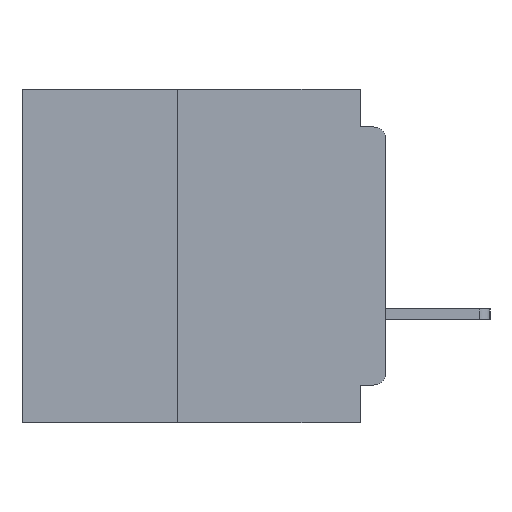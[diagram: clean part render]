
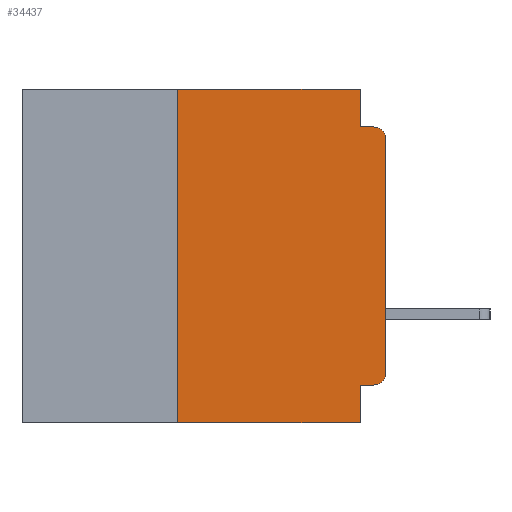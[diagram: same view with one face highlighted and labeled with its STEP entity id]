
A CAD part, left-side view. The second image highlights one B-rep face of the part: STEP entity #34437.
In plain terms, the highlighted planar face has unit normal (-1, 0, 0).
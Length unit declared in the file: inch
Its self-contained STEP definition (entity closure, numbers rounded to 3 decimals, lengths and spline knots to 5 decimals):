
#145 = VECTOR ( 'NONE', #5848, 39.37008 ) ;
#181 = ORIENTED_EDGE ( 'NONE', *, *, #17737, .T. ) ;
#230 = ORIENTED_EDGE ( 'NONE', *, *, #13243, .F. ) ;
#232 = VECTOR ( 'NONE', #33004, 39.37008 ) ;
#886 = CARTESIAN_POINT ( 'NONE',  ( 0., 0.25, -0.4 ) ) ;
#893 = CARTESIAN_POINT ( 'NONE',  ( 0., 0.25, -0.4 ) ) ;
#1020 = CARTESIAN_POINT ( 'NONE',  ( 0., 0.031, -0.045 ) ) ;
#1411 = ORIENTED_EDGE ( 'NONE', *, *, #10712, .T. ) ;
#1927 = DIRECTION ( 'NONE',  ( 0., 0., -1. ) ) ;
#3047 = EDGE_CURVE ( 'NONE', #35907, #42096, #33676, .T. ) ;
#3112 = LINE ( 'NONE', #886, #32186 ) ;
#4537 = AXIS2_PLACEMENT_3D ( 'NONE', #42289, #19872, #46053 ) ;
#4646 = VERTEX_POINT ( 'NONE', #42075 ) ;
#4680 = VECTOR ( 'NONE', #30796, 39.37008 ) ;
#4711 = DIRECTION ( 'NONE',  ( 0., 0., 1. ) ) ;
#5026 = ORIENTED_EDGE ( 'NONE', *, *, #3047, .F. ) ;
#5848 = DIRECTION ( 'NONE',  ( 0., -1., 0. ) ) ;
#6273 = ORIENTED_EDGE ( 'NONE', *, *, #16147, .F. ) ;
#7471 = CARTESIAN_POINT ( 'NONE',  ( 0., 0.25, 0. ) ) ;
#7812 = VERTEX_POINT ( 'NONE', #32679 ) ;
#8515 = EDGE_CURVE ( 'NONE', #7812, #38215, #18369, .T. ) ;
#8834 = VERTEX_POINT ( 'NONE', #893 ) ;
#9316 = ORIENTED_EDGE ( 'NONE', *, *, #23417, .F. ) ;
#9917 = VERTEX_POINT ( 'NONE', #7471 ) ;
#10359 = LINE ( 'NONE', #47609, #232 ) ;
#10712 = EDGE_CURVE ( 'NONE', #8834, #42096, #20039, .T. ) ;
#11472 = CARTESIAN_POINT ( 'NONE',  ( 0., 0.031, 0. ) ) ;
#12844 = CARTESIAN_POINT ( 'NONE',  ( 0., 0., -0.355 ) ) ;
#13243 = EDGE_CURVE ( 'NONE', #8834, #9917, #3112, .T. ) ;
#14027 = ORIENTED_EDGE ( 'NONE', *, *, #33236, .F. ) ;
#14241 = ORIENTED_EDGE ( 'NONE', *, *, #42222, .T. ) ;
#16147 = EDGE_CURVE ( 'NONE', #4646, #35907, #29223, .T. ) ;
#17304 = VERTEX_POINT ( 'NONE', #20556 ) ;
#17671 = ORIENTED_EDGE ( 'NONE', *, *, #41311, .F. ) ;
#17737 = EDGE_CURVE ( 'NONE', #17304, #7812, #44734, .T. ) ;
#18369 = CIRCLE ( 'NONE', #19728, 0.015 ) ;
#19728 = AXIS2_PLACEMENT_3D ( 'NONE', #21856, #48006, #25678 ) ;
#19872 = DIRECTION ( 'NONE',  ( -1., 0., 0. ) ) ;
#20039 = LINE ( 'NONE', #46971, #39978 ) ;
#20556 = CARTESIAN_POINT ( 'NONE',  ( 0., 0., -0.34 ) ) ;
#20871 = CARTESIAN_POINT ( 'NONE',  ( 0., 0.437, 0. ) ) ;
#20903 = CARTESIAN_POINT ( 'NONE',  ( 0., 0.015, -0.045 ) ) ;
#21623 = CARTESIAN_POINT ( 'NONE',  ( 0., 0.031, -0.355 ) ) ;
#21856 = CARTESIAN_POINT ( 'NONE',  ( 0., 0.015, -0.06 ) ) ;
#22388 = ORIENTED_EDGE ( 'NONE', *, *, #8515, .T. ) ;
#22939 = VERTEX_POINT ( 'NONE', #1020 ) ;
#23061 = CARTESIAN_POINT ( 'NONE',  ( 0., 0.031, 0. ) ) ;
#23417 = EDGE_CURVE ( 'NONE', #25943, #22939, #30264, .T. ) ;
#24627 = DIRECTION ( 'NONE',  ( 0., -1., 0. ) ) ;
#24677 = DIRECTION ( 'NONE',  ( 1., 0., 0. ) ) ;
#24817 = EDGE_LOOP ( 'NONE', ( #181, #22388, #17671, #9316, #14027, #230, #1411, #5026, #6273, #14241 ) ) ;
#25678 = DIRECTION ( 'NONE',  ( 0., 0., -1. ) ) ;
#25943 = VERTEX_POINT ( 'NONE', #23061 ) ;
#27001 = CARTESIAN_POINT ( 'NONE',  ( 0., 0., 0. ) ) ;
#27546 = CIRCLE ( 'NONE', #4537, 0.015 ) ;
#28621 = CARTESIAN_POINT ( 'NONE',  ( 0., 0.437, 0. ) ) ;
#29223 = LINE ( 'NONE', #12844, #30407 ) ;
#29272 = LINE ( 'NONE', #28621, #145 ) ;
#30264 = LINE ( 'NONE', #11472, #48868 ) ;
#30407 = VECTOR ( 'NONE', #39179, 39.37008 ) ;
#30796 = DIRECTION ( 'NONE',  ( 0., 0., 1. ) ) ;
#31346 = VECTOR ( 'NONE', #32481, 39.37008 ) ;
#32186 = VECTOR ( 'NONE', #4711, 39.37008 ) ;
#32481 = DIRECTION ( 'NONE',  ( 0., 0., -1. ) ) ;
#32679 = CARTESIAN_POINT ( 'NONE',  ( 0., 0., -0.06 ) ) ;
#33004 = DIRECTION ( 'NONE',  ( 0., -1., 0. ) ) ;
#33236 = EDGE_CURVE ( 'NONE', #9917, #25943, #29272, .T. ) ;
#33676 = LINE ( 'NONE', #35414, #31346 ) ;
#34437 = ADVANCED_FACE ( 'NONE', ( #41325 ), #43269, .F. ) ;
#35414 = CARTESIAN_POINT ( 'NONE',  ( 0., 0.031, -0.4 ) ) ;
#35907 = VERTEX_POINT ( 'NONE', #21623 ) ;
#36248 = AXIS2_PLACEMENT_3D ( 'NONE', #20871, #24677, #1927 ) ;
#38215 = VERTEX_POINT ( 'NONE', #20903 ) ;
#39179 = DIRECTION ( 'NONE',  ( 0., 1., 0. ) ) ;
#39978 = VECTOR ( 'NONE', #24627, 39.37008 ) ;
#41311 = EDGE_CURVE ( 'NONE', #22939, #38215, #10359, .T. ) ;
#41325 = FACE_OUTER_BOUND ( 'NONE', #24817, .T. ) ;
#41339 = CARTESIAN_POINT ( 'NONE',  ( 0., 0.031, -0.4 ) ) ;
#41529 = DIRECTION ( 'NONE',  ( 0., 0., -1. ) ) ;
#42075 = CARTESIAN_POINT ( 'NONE',  ( 0., 0.015, -0.355 ) ) ;
#42096 = VERTEX_POINT ( 'NONE', #41339 ) ;
#42222 = EDGE_CURVE ( 'NONE', #4646, #17304, #27546, .T. ) ;
#42289 = CARTESIAN_POINT ( 'NONE',  ( 0., 0.015, -0.34 ) ) ;
#43269 = PLANE ( 'NONE',  #36248 ) ;
#44734 = LINE ( 'NONE', #27001, #4680 ) ;
#46053 = DIRECTION ( 'NONE',  ( 0., 0., -1. ) ) ;
#46971 = CARTESIAN_POINT ( 'NONE',  ( 0., 0.437, -0.4 ) ) ;
#47609 = CARTESIAN_POINT ( 'NONE',  ( 0., 0., -0.045 ) ) ;
#48006 = DIRECTION ( 'NONE',  ( -1., 0., 0. ) ) ;
#48868 = VECTOR ( 'NONE', #41529, 39.37008 ) ;
